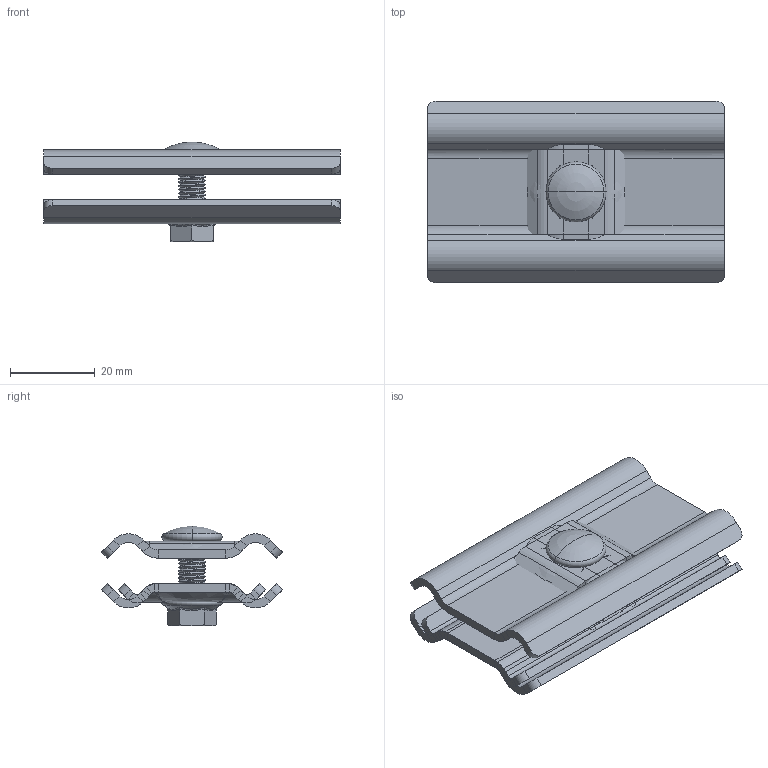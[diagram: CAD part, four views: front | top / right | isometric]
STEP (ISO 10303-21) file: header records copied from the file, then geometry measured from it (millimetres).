
FILE_DESCRIPTION((''),'2;1');
FILE_NAME('903200_ASM','2019-10-10T16:44:29',('tomasz.grudniewski'),(''),'CREO PARAMETRIC BY PTC INC, 2019080','CREO PARAMETRIC BY PTC INC, 2019080','');
FILE_SCHEMA(('CONFIG_CONTROL_DESIGN'));
Length unit declared in the file: millimetre
Products named in the file (6): USSW_1; USSW_SRUBA_1; NAKRETKA_M6; USSW_2; USSPW_1; 903200_ASM
Assembly tree (6 placements, depth 2):
  903200_ASM
    USSW_1  x2
    USSW_SRUBA_1
    NAKRETKA_M6
    USSW_2
    USSPW_1
Bounding box: 70 x 42.83 x 23.6 mm (x, y, z)
Volume: 20099.4 mm3; surface area: 22124.7 mm2
Topology: 6 solids, 6 shells, 608 faces, 1456 edges, 889 vertices
Faces by surface type: plane 308, cylinder 150, bspline 98, torus 24, cone 18, sphere 10
Entity records: 22510 total; most frequent: CARTESIAN_POINT 11308, ORIENTED_EDGE 2452, DIRECTION 1982, EDGE_CURVE 1226, VERTEX_POINT 761, VECTOR 734, LINE 734, AXIS2_PLACEMENT_3D 624
